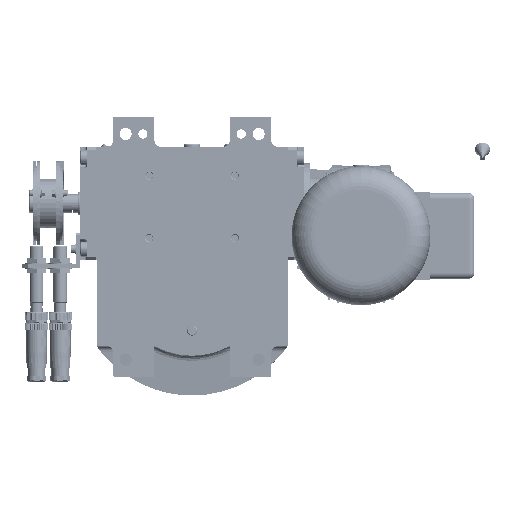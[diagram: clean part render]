
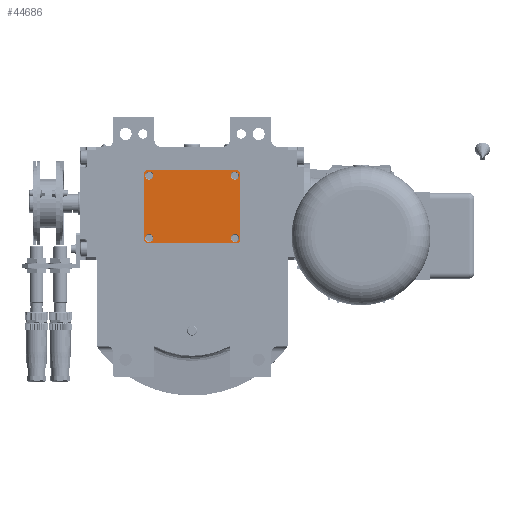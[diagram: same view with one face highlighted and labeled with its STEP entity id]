
A CAD part, front view. The second image highlights one B-rep face of the part: STEP entity #44686.
In plain terms, the highlighted face is planar.
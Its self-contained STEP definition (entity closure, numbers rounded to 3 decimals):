
#687 = EDGE_CURVE ( 'NONE', #50038, #67057, #42073, .T. ) ;
#1816 = DIRECTION ( 'NONE',  ( -1., 0., 0. ) ) ;
#2528 = DIRECTION ( 'NONE',  ( 0., 0., 1. ) ) ;
#4060 = CARTESIAN_POINT ( 'NONE',  ( 33.5, -27., 3. ) ) ;
#4070 = CARTESIAN_POINT ( 'NONE',  ( 0., 0., 3. ) ) ;
#4741 = EDGE_CURVE ( 'NONE', #46302, #63684, #49961, .T. ) ;
#6315 = CARTESIAN_POINT ( 'NONE',  ( -41.5, 29.5, 3. ) ) ;
#6360 = DIRECTION ( 'NONE',  ( 0.707, -0.707, 0. ) ) ;
#6710 = VECTOR ( 'NONE', #31892, 1000. ) ;
#7336 = DIRECTION ( 'NONE',  ( 0., 0., 1. ) ) ;
#8927 = VERTEX_POINT ( 'NONE', #10609 ) ;
#9781 = VERTEX_POINT ( 'NONE', #76961 ) ;
#10117 = CARTESIAN_POINT ( 'NONE',  ( -40.5, 27., 3. ) ) ;
#10609 = CARTESIAN_POINT ( 'NONE',  ( 40.5, -27., 3. ) ) ;
#10925 = DIRECTION ( 'NONE',  ( 0., 0., 1. ) ) ;
#10967 = AXIS2_PLACEMENT_3D ( 'NONE', #41676, #7336, #20170 ) ;
#11351 = EDGE_CURVE ( 'NONE', #19783, #114108, #90811, .T. ) ;
#12370 = ORIENTED_EDGE ( 'NONE', *, *, #118204, .T. ) ;
#12966 = DIRECTION ( 'NONE',  ( 0., 0., 1. ) ) ;
#13071 = CARTESIAN_POINT ( 'NONE',  ( 33.5, 27., 3. ) ) ;
#14150 = CARTESIAN_POINT ( 'NONE',  ( 39.5, 31.5, 3. ) ) ;
#15500 = DIRECTION ( 'NONE',  ( 0., 0., 1. ) ) ;
#16009 = ORIENTED_EDGE ( 'NONE', *, *, #108726, .T. ) ;
#17372 = ORIENTED_EDGE ( 'NONE', *, *, #45705, .T. ) ;
#17546 = CARTESIAN_POINT ( 'NONE',  ( 37., 27., 3. ) ) ;
#18208 = LINE ( 'NONE', #61968, #27254 ) ;
#19758 = CARTESIAN_POINT ( 'NONE',  ( 41.5, 29.5, 3. ) ) ;
#19783 = VERTEX_POINT ( 'NONE', #14150 ) ;
#20170 = DIRECTION ( 'NONE',  ( 1., 0., 0. ) ) ;
#22026 = ORIENTED_EDGE ( 'NONE', *, *, #11351, .T. ) ;
#22616 = CIRCLE ( 'NONE', #43177, 3.5 ) ;
#23228 = ORIENTED_EDGE ( 'NONE', *, *, #107268, .F. ) ;
#23514 = LINE ( 'NONE', #90262, #57373 ) ;
#25243 = EDGE_CURVE ( 'NONE', #44222, #78304, #53455, .T. ) ;
#26625 = CARTESIAN_POINT ( 'NONE',  ( 41.5, -29.5, 3. ) ) ;
#27254 = VECTOR ( 'NONE', #84903, 1000. ) ;
#27309 = DIRECTION ( 'NONE',  ( 0., 1., 0. ) ) ;
#28861 = FACE_BOUND ( 'NONE', #103975, .T. ) ;
#29812 = CARTESIAN_POINT ( 'NONE',  ( -33.5, -27., 3. ) ) ;
#30502 = ORIENTED_EDGE ( 'NONE', *, *, #110527, .F. ) ;
#31892 = DIRECTION ( 'NONE',  ( 1., 0., 0. ) ) ;
#32634 = DIRECTION ( 'NONE',  ( -1., 0., 0. ) ) ;
#35802 = CIRCLE ( 'NONE', #104605, 3.5 ) ;
#36714 = EDGE_CURVE ( 'NONE', #116627, #97109, #86422, .T. ) ;
#38323 = CARTESIAN_POINT ( 'NONE',  ( 39.5, 31.5, 3. ) ) ;
#41004 = DIRECTION ( 'NONE',  ( 0., 0., 1. ) ) ;
#41549 = ORIENTED_EDGE ( 'NONE', *, *, #68248, .F. ) ;
#41676 = CARTESIAN_POINT ( 'NONE',  ( 37., -27., 3. ) ) ;
#42073 = CIRCLE ( 'NONE', #136084, 3.5 ) ;
#42635 = CARTESIAN_POINT ( 'NONE',  ( -39.5, -31.5, 3. ) ) ;
#42687 = ORIENTED_EDGE ( 'NONE', *, *, #54479, .T. ) ;
#43128 = ORIENTED_EDGE ( 'NONE', *, *, #25243, .T. ) ;
#43177 = AXIS2_PLACEMENT_3D ( 'NONE', #76417, #52749, #32634 ) ;
#44222 = VERTEX_POINT ( 'NONE', #6315 ) ;
#44686 = ADVANCED_FACE ( 'NONE', ( #50393, #113142, #135322, #51102, #28861 ), #127924, .T. ) ;
#44806 = VECTOR ( 'NONE', #27309, 1000. ) ;
#45625 = LINE ( 'NONE', #46347, #52505 ) ;
#45705 = EDGE_CURVE ( 'NONE', #72478, #9781, #130235, .T. ) ;
#46302 = VERTEX_POINT ( 'NONE', #13071 ) ;
#46347 = CARTESIAN_POINT ( 'NONE',  ( 41.5, 29.5, 3. ) ) ;
#48004 = CARTESIAN_POINT ( 'NONE',  ( 41.5, -29.5, 3. ) ) ;
#48539 = AXIS2_PLACEMENT_3D ( 'NONE', #17546, #139492, #61293 ) ;
#49961 = CIRCLE ( 'NONE', #100438, 3.5 ) ;
#49985 = CIRCLE ( 'NONE', #10967, 3.5 ) ;
#50038 = VERTEX_POINT ( 'NONE', #111625 ) ;
#50393 = FACE_OUTER_BOUND ( 'NONE', #50745, .T. ) ;
#50626 = EDGE_CURVE ( 'NONE', #57752, #8927, #115293, .T. ) ;
#50745 = EDGE_LOOP ( 'NONE', ( #92373, #104623, #22026, #12370, #43128, #42687, #17372, #16009 ) ) ;
#51102 = FACE_BOUND ( 'NONE', #65987, .T. ) ;
#52505 = VECTOR ( 'NONE', #133216, 1000. ) ;
#52749 = DIRECTION ( 'NONE',  ( 0., 0., 1. ) ) ;
#53046 = ORIENTED_EDGE ( 'NONE', *, *, #687, .F. ) ;
#53455 = LINE ( 'NONE', #86449, #66897 ) ;
#54479 = EDGE_CURVE ( 'NONE', #78304, #72478, #106104, .T. ) ;
#55981 = EDGE_LOOP ( 'NONE', ( #53046, #23228 ) ) ;
#57373 = VECTOR ( 'NONE', #67290, 1000. ) ;
#57752 = VERTEX_POINT ( 'NONE', #4060 ) ;
#61293 = DIRECTION ( 'NONE',  ( 1., 0., 0. ) ) ;
#61968 = CARTESIAN_POINT ( 'NONE',  ( -39.5, 31.5, 3. ) ) ;
#63684 = VERTEX_POINT ( 'NONE', #128543 ) ;
#65987 = EDGE_LOOP ( 'NONE', ( #41549, #108396 ) ) ;
#66897 = VECTOR ( 'NONE', #98687, 1000. ) ;
#67057 = VERTEX_POINT ( 'NONE', #10117 ) ;
#67290 = DIRECTION ( 'NONE',  ( 0.707, 0.707, 0. ) ) ;
#67419 = AXIS2_PLACEMENT_3D ( 'NONE', #137172, #139280, #94144 ) ;
#67489 = CARTESIAN_POINT ( 'NONE',  ( -37., -27., 3. ) ) ;
#68248 = EDGE_CURVE ( 'NONE', #8927, #57752, #49985, .T. ) ;
#70738 = CARTESIAN_POINT ( 'NONE',  ( -39.5, 31.5, 3. ) ) ;
#71641 = CARTESIAN_POINT ( 'NONE',  ( -41.5, -29.5, 3. ) ) ;
#72478 = VERTEX_POINT ( 'NONE', #102896 ) ;
#73377 = ORIENTED_EDGE ( 'NONE', *, *, #4741, .F. ) ;
#76417 = CARTESIAN_POINT ( 'NONE',  ( -37., 27., 3. ) ) ;
#76961 = CARTESIAN_POINT ( 'NONE',  ( 39.5, -31.5, 3. ) ) ;
#78304 = VERTEX_POINT ( 'NONE', #100484 ) ;
#80791 = CARTESIAN_POINT ( 'NONE',  ( -40.5, -27., 3. ) ) ;
#81835 = LINE ( 'NONE', #26625, #44806 ) ;
#84903 = DIRECTION ( 'NONE',  ( -0.707, -0.707, 0. ) ) ;
#86422 = CIRCLE ( 'NONE', #95602, 3.5 ) ;
#86449 = CARTESIAN_POINT ( 'NONE',  ( -41.5, 29.5, 3. ) ) ;
#88884 = EDGE_LOOP ( 'NONE', ( #30502, #73377 ) ) ;
#89306 = CARTESIAN_POINT ( 'NONE',  ( 37., 27., 3. ) ) ;
#90262 = CARTESIAN_POINT ( 'NONE',  ( 39.5, -31.5, 3. ) ) ;
#90811 = LINE ( 'NONE', #38323, #124847 ) ;
#92373 = ORIENTED_EDGE ( 'NONE', *, *, #98194, .T. ) ;
#94144 = DIRECTION ( 'NONE',  ( -1., 0., 0. ) ) ;
#94941 = DIRECTION ( 'NONE',  ( 1., 0., 0. ) ) ;
#95602 = AXIS2_PLACEMENT_3D ( 'NONE', #67489, #12966, #100557 ) ;
#97109 = VERTEX_POINT ( 'NONE', #80791 ) ;
#98179 = VECTOR ( 'NONE', #6360, 1000. ) ;
#98194 = EDGE_CURVE ( 'NONE', #105320, #128211, #81835, .T. ) ;
#98687 = DIRECTION ( 'NONE',  ( 0., -1., 0. ) ) ;
#99176 = EDGE_CURVE ( 'NONE', #97109, #116627, #35802, .T. ) ;
#100438 = AXIS2_PLACEMENT_3D ( 'NONE', #89306, #2528, #1816 ) ;
#100484 = CARTESIAN_POINT ( 'NONE',  ( -41.5, -29.5, 3. ) ) ;
#100557 = DIRECTION ( 'NONE',  ( 1., 0., 0. ) ) ;
#101687 = DIRECTION ( 'NONE',  ( 1., 0., 0. ) ) ;
#102896 = CARTESIAN_POINT ( 'NONE',  ( -39.5, -31.5, 3. ) ) ;
#103975 = EDGE_LOOP ( 'NONE', ( #112591, #117601 ) ) ;
#104605 = AXIS2_PLACEMENT_3D ( 'NONE', #118587, #10925, #130754 ) ;
#104623 = ORIENTED_EDGE ( 'NONE', *, *, #136567, .T. ) ;
#105320 = VERTEX_POINT ( 'NONE', #48004 ) ;
#106104 = LINE ( 'NONE', #71641, #98179 ) ;
#107268 = EDGE_CURVE ( 'NONE', #67057, #50038, #22616, .T. ) ;
#108396 = ORIENTED_EDGE ( 'NONE', *, *, #50626, .F. ) ;
#108726 = EDGE_CURVE ( 'NONE', #9781, #105320, #23514, .T. ) ;
#110527 = EDGE_CURVE ( 'NONE', #63684, #46302, #124282, .T. ) ;
#111625 = CARTESIAN_POINT ( 'NONE',  ( -33.5, 27., 3. ) ) ;
#112591 = ORIENTED_EDGE ( 'NONE', *, *, #36714, .F. ) ;
#113142 = FACE_BOUND ( 'NONE', #88884, .T. ) ;
#114108 = VERTEX_POINT ( 'NONE', #70738 ) ;
#115293 = CIRCLE ( 'NONE', #67419, 3.5 ) ;
#116627 = VERTEX_POINT ( 'NONE', #29812 ) ;
#117601 = ORIENTED_EDGE ( 'NONE', *, *, #99176, .F. ) ;
#118204 = EDGE_CURVE ( 'NONE', #114108, #44222, #18208, .T. ) ;
#118587 = CARTESIAN_POINT ( 'NONE',  ( -37., -27., 3. ) ) ;
#122392 = DIRECTION ( 'NONE',  ( -1., 0., 0. ) ) ;
#123170 = CARTESIAN_POINT ( 'NONE',  ( -37., 27., 3. ) ) ;
#124282 = CIRCLE ( 'NONE', #48539, 3.5 ) ;
#124847 = VECTOR ( 'NONE', #122392, 1000. ) ;
#126059 = AXIS2_PLACEMENT_3D ( 'NONE', #4070, #41004, #94941 ) ;
#127924 = PLANE ( 'NONE',  #126059 ) ;
#128211 = VERTEX_POINT ( 'NONE', #19758 ) ;
#128543 = CARTESIAN_POINT ( 'NONE',  ( 40.5, 27., 3. ) ) ;
#130235 = LINE ( 'NONE', #42635, #6710 ) ;
#130754 = DIRECTION ( 'NONE',  ( -1., 0., 0. ) ) ;
#133216 = DIRECTION ( 'NONE',  ( -0.707, 0.707, 0. ) ) ;
#135322 = FACE_BOUND ( 'NONE', #55981, .T. ) ;
#136084 = AXIS2_PLACEMENT_3D ( 'NONE', #123170, #15500, #101687 ) ;
#136567 = EDGE_CURVE ( 'NONE', #128211, #19783, #45625, .T. ) ;
#137172 = CARTESIAN_POINT ( 'NONE',  ( 37., -27., 3. ) ) ;
#139280 = DIRECTION ( 'NONE',  ( 0., 0., 1. ) ) ;
#139492 = DIRECTION ( 'NONE',  ( 0., 0., 1. ) ) ;
